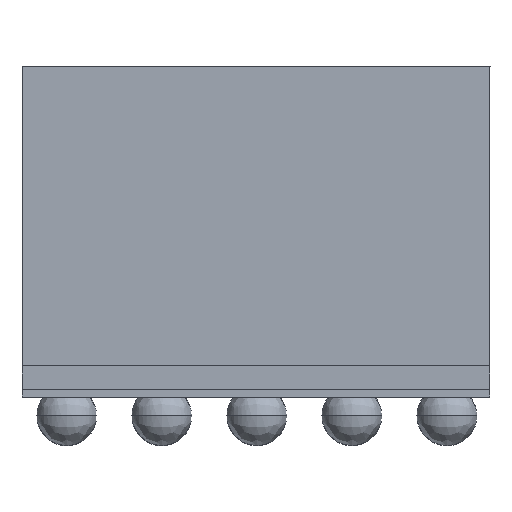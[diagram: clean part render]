
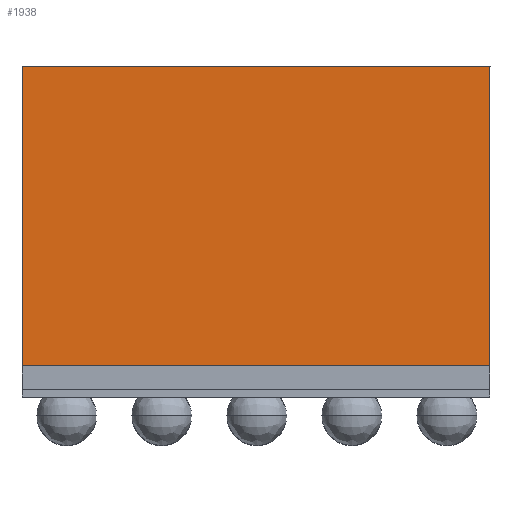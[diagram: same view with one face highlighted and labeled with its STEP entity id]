
A CAD part, left-side view. The second image highlights one B-rep face of the part: STEP entity #1938.
In plain terms, the highlighted planar face has unit normal (-1, 0, 0).
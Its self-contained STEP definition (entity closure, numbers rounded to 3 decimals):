
#995 = DIRECTION ( 'NONE',  ( 0., 1., 0. ) ) ;
#1938 = ADVANCED_FACE ( 'NONE', ( #5863 ), #8478, .T. ) ;
#2059 = DIRECTION ( 'NONE',  ( -1., 0., 0. ) ) ;
#2076 = CARTESIAN_POINT ( 'NONE',  ( -5.626, 3.126, 4.67 ) ) ;
#2379 = CARTESIAN_POINT ( 'NONE',  ( -5.625, 3.125, 0.67 ) ) ;
#2443 = VERTEX_POINT ( 'NONE', #21403 ) ;
#3009 = ORIENTED_EDGE ( 'NONE', *, *, #10045, .T. ) ;
#5863 = FACE_OUTER_BOUND ( 'NONE', #21211, .T. ) ;
#7781 = CARTESIAN_POINT ( 'NONE',  ( -5.626, 3.126, 4.67 ) ) ;
#8478 = PLANE ( 'NONE',  #24559 ) ;
#9789 = EDGE_CURVE ( 'NONE', #27501, #23836, #10606, .T. ) ;
#10045 = EDGE_CURVE ( 'NONE', #22050, #23836, #29103, .T. ) ;
#10063 = VECTOR ( 'NONE', #12595, 1000. ) ;
#10286 = ORIENTED_EDGE ( 'NONE', *, *, #27634, .T. ) ;
#10356 = LINE ( 'NONE', #29344, #19913 ) ;
#10606 = LINE ( 'NONE', #25057, #12552 ) ;
#12037 = DIRECTION ( 'NONE',  ( 0., 0., 1. ) ) ;
#12552 = VECTOR ( 'NONE', #25201, 1000. ) ;
#12595 = DIRECTION ( 'NONE',  ( 0., 0., -1. ) ) ;
#14685 = CARTESIAN_POINT ( 'NONE',  ( -5.625, 3.125, 0.67 ) ) ;
#15063 = VECTOR ( 'NONE', #995, 1000. ) ;
#15665 = CARTESIAN_POINT ( 'NONE',  ( -5.626, 3.125, 4.67 ) ) ;
#16918 = CARTESIAN_POINT ( 'NONE',  ( -5.625, -3.125, 0.67 ) ) ;
#17684 = DIRECTION ( 'NONE',  ( 0., 0., -1. ) ) ;
#19913 = VECTOR ( 'NONE', #17684, 1000. ) ;
#20502 = ORIENTED_EDGE ( 'NONE', *, *, #9789, .F. ) ;
#20882 = EDGE_CURVE ( 'NONE', #2443, #27501, #10356, .T. ) ;
#21211 = EDGE_LOOP ( 'NONE', ( #10286, #3009, #20502, #28152 ) ) ;
#21403 = CARTESIAN_POINT ( 'NONE',  ( -5.626, -3.126, 4.67 ) ) ;
#22050 = VERTEX_POINT ( 'NONE', #2076 ) ;
#22317 = LINE ( 'NONE', #15665, #15063 ) ;
#23836 = VERTEX_POINT ( 'NONE', #14685 ) ;
#24559 = AXIS2_PLACEMENT_3D ( 'NONE', #2379, #2059, #12037 ) ;
#25057 = CARTESIAN_POINT ( 'NONE',  ( -5.625, 3.125, 0.67 ) ) ;
#25201 = DIRECTION ( 'NONE',  ( 0., 1., 0. ) ) ;
#27501 = VERTEX_POINT ( 'NONE', #16918 ) ;
#27634 = EDGE_CURVE ( 'NONE', #2443, #22050, #22317, .T. ) ;
#28152 = ORIENTED_EDGE ( 'NONE', *, *, #20882, .F. ) ;
#29103 = LINE ( 'NONE', #7781, #10063 ) ;
#29344 = CARTESIAN_POINT ( 'NONE',  ( -5.626, -3.126, 4.67 ) ) ;
